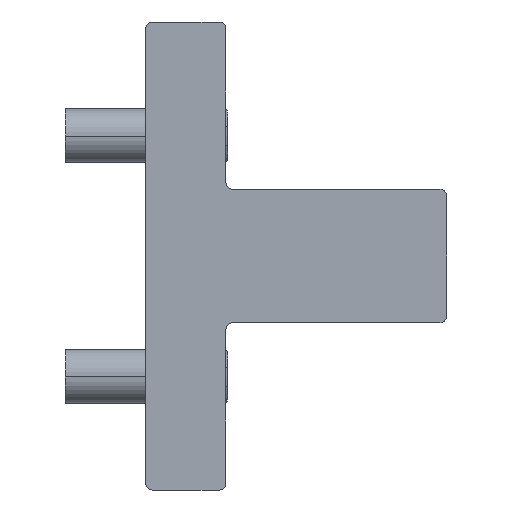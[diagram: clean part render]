
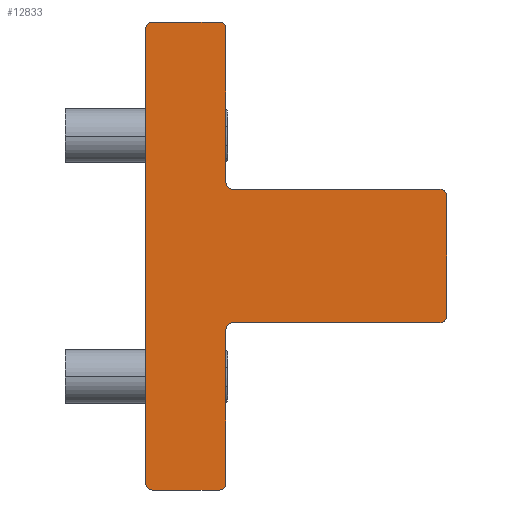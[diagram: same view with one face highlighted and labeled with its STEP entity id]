
A CAD part, left-side view. The second image highlights one B-rep face of the part: STEP entity #12833.
In plain terms, the highlighted planar face has unit normal (-1, 0, 0).
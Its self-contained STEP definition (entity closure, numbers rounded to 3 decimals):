
#11705=AXIS2_PLACEMENT_3D('Circle Axis2P3D',#11703,#11704,$) ;
#11869=AXIS2_PLACEMENT_3D('Circle Axis2P3D',#11867,#11868,$) ;
#11981=AXIS2_PLACEMENT_3D('Circle Axis2P3D',#11979,#11980,$) ;
#12499=AXIS2_PLACEMENT_3D('Circle Axis2P3D',#12497,#12498,$) ;
#12554=AXIS2_PLACEMENT_3D('Circle Axis2P3D',#12552,#12553,$) ;
#12598=AXIS2_PLACEMENT_3D('Circle Axis2P3D',#12596,#12597,$) ;
#12646=AXIS2_PLACEMENT_3D('Circle Axis2P3D',#12644,#12645,$) ;
#12694=AXIS2_PLACEMENT_3D('Circle Axis2P3D',#12692,#12693,$) ;
#12808=AXIS2_PLACEMENT_3D('Plane Axis2P3D',#12805,#12806,#12807) ;
#11618=CARTESIAN_POINT('Line Origine',(-358.,-18.5,62.)) ;
#11622=CARTESIAN_POINT('Vertex',(-358.,-3.,62.)) ;
#11624=CARTESIAN_POINT('Vertex',(-358.,-34.,62.)) ;
#11703=CARTESIAN_POINT('Axis2P3D Location',(-358.,-3.,61.)) ;
#11707=CARTESIAN_POINT('Vertex',(-358.,-2.,61.)) ;
#11867=CARTESIAN_POINT('Axis2P3D Location',(-358.,-34.,63.)) ;
#11871=CARTESIAN_POINT('Vertex',(-358.,-35.,63.)) ;
#11910=CARTESIAN_POINT('Line Origine',(-358.,-2.,49.5)) ;
#11914=CARTESIAN_POINT('Vertex',(-358.,-2.,38.)) ;
#11976=CARTESIAN_POINT('Vertex',(-358.,-2.,83.)) ;
#11979=CARTESIAN_POINT('Axis2P3D Location',(-358.,-3.,83.)) ;
#11983=CARTESIAN_POINT('Vertex',(-358.,-3.,82.)) ;
#12497=CARTESIAN_POINT('Axis2P3D Location',(-358.,9.,106.)) ;
#12501=CARTESIAN_POINT('Vertex',(-358.,10.,106.)) ;
#12503=CARTESIAN_POINT('Vertex',(-358.,9.,107.)) ;
#12528=CARTESIAN_POINT('Line Origine',(-358.,4.,107.)) ;
#12532=CARTESIAN_POINT('Vertex',(-358.,-1.,107.)) ;
#12552=CARTESIAN_POINT('Axis2P3D Location',(-358.,-1.,106.)) ;
#12556=CARTESIAN_POINT('Vertex',(-358.,-2.,106.)) ;
#12571=CARTESIAN_POINT('Line Origine',(-358.,-2.,94.5)) ;
#12596=CARTESIAN_POINT('Axis2P3D Location',(-358.,-34.,81.)) ;
#12600=CARTESIAN_POINT('Vertex',(-358.,-34.,82.)) ;
#12602=CARTESIAN_POINT('Vertex',(-358.,-35.,81.)) ;
#12627=CARTESIAN_POINT('Line Origine',(-358.,-35.,72.)) ;
#12644=CARTESIAN_POINT('Axis2P3D Location',(-358.,-1.,38.)) ;
#12648=CARTESIAN_POINT('Vertex',(-358.,-1.,37.)) ;
#12668=CARTESIAN_POINT('Line Origine',(-358.,4.,37.)) ;
#12672=CARTESIAN_POINT('Vertex',(-358.,9.,37.)) ;
#12692=CARTESIAN_POINT('Axis2P3D Location',(-358.,9.,38.)) ;
#12696=CARTESIAN_POINT('Vertex',(-358.,10.,38.)) ;
#12716=CARTESIAN_POINT('Line Origine',(-358.,10.,72.)) ;
#12805=CARTESIAN_POINT('Axis2P3D Location',(-358.,10.,72.)) ;
#12810=CARTESIAN_POINT('Line Origine',(-358.,-18.5,82.)) ;
#11619=DIRECTION('Vector Direction',(0.,-1.,0.)) ;
#11704=DIRECTION('Axis2P3D Direction',(-1.,0.,0.)) ;
#11868=DIRECTION('Axis2P3D Direction',(-1.,0.,0.)) ;
#11911=DIRECTION('Vector Direction',(0.,0.,1.)) ;
#11980=DIRECTION('Axis2P3D Direction',(-1.,0.,0.)) ;
#12498=DIRECTION('Axis2P3D Direction',(-1.,0.,0.)) ;
#12529=DIRECTION('Vector Direction',(0.,-1.,0.)) ;
#12553=DIRECTION('Axis2P3D Direction',(-1.,0.,0.)) ;
#12572=DIRECTION('Vector Direction',(0.,0.,-1.)) ;
#12597=DIRECTION('Axis2P3D Direction',(-1.,0.,0.)) ;
#12628=DIRECTION('Vector Direction',(0.,0.,1.)) ;
#12645=DIRECTION('Axis2P3D Direction',(-1.,0.,0.)) ;
#12669=DIRECTION('Vector Direction',(0.,-1.,0.)) ;
#12693=DIRECTION('Axis2P3D Direction',(-1.,0.,0.)) ;
#12717=DIRECTION('Vector Direction',(0.,0.,-1.)) ;
#12806=DIRECTION('Axis2P3D Direction',(-1.,0.,0.)) ;
#12807=DIRECTION('Axis2P3D XDirection',(0.,1.,0.)) ;
#12811=DIRECTION('Vector Direction',(0.,-1.,0.)) ;
#11620=VECTOR('Line Direction',#11619,1.) ;
#11912=VECTOR('Line Direction',#11911,1.) ;
#12530=VECTOR('Line Direction',#12529,1.) ;
#12573=VECTOR('Line Direction',#12572,1.) ;
#12629=VECTOR('Line Direction',#12628,1.) ;
#12670=VECTOR('Line Direction',#12669,1.) ;
#12718=VECTOR('Line Direction',#12717,1.) ;
#12812=VECTOR('Line Direction',#12811,1.) ;
#12816=ORIENTED_EDGE('',*,*,#12720,.T.) ;
#12817=ORIENTED_EDGE('',*,*,#12698,.F.) ;
#12818=ORIENTED_EDGE('',*,*,#12674,.T.) ;
#12819=ORIENTED_EDGE('',*,*,#12650,.F.) ;
#12820=ORIENTED_EDGE('',*,*,#11916,.T.) ;
#12821=ORIENTED_EDGE('',*,*,#11709,.T.) ;
#12822=ORIENTED_EDGE('',*,*,#11626,.T.) ;
#12823=ORIENTED_EDGE('',*,*,#11873,.F.) ;
#12824=ORIENTED_EDGE('',*,*,#12631,.T.) ;
#12825=ORIENTED_EDGE('',*,*,#12604,.F.) ;
#12826=ORIENTED_EDGE('',*,*,#12814,.T.) ;
#12827=ORIENTED_EDGE('',*,*,#11985,.T.) ;
#12828=ORIENTED_EDGE('',*,*,#12575,.T.) ;
#12829=ORIENTED_EDGE('',*,*,#12558,.F.) ;
#12830=ORIENTED_EDGE('',*,*,#12534,.T.) ;
#12831=ORIENTED_EDGE('',*,*,#12505,.F.) ;
#12833=ADVANCED_FACE('RA4624001_1PA_001_04_TERMINALE_POSTERIORE_A.5\\PartBody',(#12832),#12809,.T.) ;
#11706=CIRCLE('generated circle',#11705,1.) ;
#11870=CIRCLE('generated circle',#11869,1.) ;
#11982=CIRCLE('generated circle',#11981,1.) ;
#12500=CIRCLE('generated circle',#12499,1.) ;
#12555=CIRCLE('generated circle',#12554,1.) ;
#12599=CIRCLE('generated circle',#12598,1.) ;
#12647=CIRCLE('generated circle',#12646,1.) ;
#12695=CIRCLE('generated circle',#12694,1.) ;
#11626=EDGE_CURVE('',#11623,#11625,#11621,.T.) ;
#11709=EDGE_CURVE('',#11708,#11623,#11706,.F.) ;
#11873=EDGE_CURVE('',#11872,#11625,#11870,.F.) ;
#11916=EDGE_CURVE('',#11915,#11708,#11913,.T.) ;
#11985=EDGE_CURVE('',#11984,#11977,#11982,.F.) ;
#12505=EDGE_CURVE('',#12502,#12504,#12500,.F.) ;
#12534=EDGE_CURVE('',#12533,#12504,#12531,.F.) ;
#12558=EDGE_CURVE('',#12533,#12557,#12555,.F.) ;
#12575=EDGE_CURVE('',#11977,#12557,#12574,.F.) ;
#12604=EDGE_CURVE('',#12601,#12603,#12599,.F.) ;
#12631=EDGE_CURVE('',#11872,#12603,#12630,.T.) ;
#12650=EDGE_CURVE('',#11915,#12649,#12647,.F.) ;
#12674=EDGE_CURVE('',#12673,#12649,#12671,.T.) ;
#12698=EDGE_CURVE('',#12673,#12697,#12695,.F.) ;
#12720=EDGE_CURVE('',#12502,#12697,#12719,.T.) ;
#12814=EDGE_CURVE('',#12601,#11984,#12813,.F.) ;
#12815=EDGE_LOOP('',(#12816,#12817,#12818,#12819,#12820,#12821,#12822,#12823,#12824,#12825,#12826,#12827,#12828,#12829,#12830,#12831)) ;
#12832=FACE_OUTER_BOUND('',#12815,.T.) ;
#11621=LINE('Line',#11618,#11620) ;
#11913=LINE('Line',#11910,#11912) ;
#12531=LINE('Line',#12528,#12530) ;
#12574=LINE('Line',#12571,#12573) ;
#12630=LINE('Line',#12627,#12629) ;
#12671=LINE('Line',#12668,#12670) ;
#12719=LINE('Line',#12716,#12718) ;
#12813=LINE('Line',#12810,#12812) ;
#12809=PLANE('',#12808) ;
#11623=VERTEX_POINT('',#11622) ;
#11625=VERTEX_POINT('',#11624) ;
#11708=VERTEX_POINT('',#11707) ;
#11872=VERTEX_POINT('',#11871) ;
#11915=VERTEX_POINT('',#11914) ;
#11977=VERTEX_POINT('',#11976) ;
#11984=VERTEX_POINT('',#11983) ;
#12502=VERTEX_POINT('',#12501) ;
#12504=VERTEX_POINT('',#12503) ;
#12533=VERTEX_POINT('',#12532) ;
#12557=VERTEX_POINT('',#12556) ;
#12601=VERTEX_POINT('',#12600) ;
#12603=VERTEX_POINT('',#12602) ;
#12649=VERTEX_POINT('',#12648) ;
#12673=VERTEX_POINT('',#12672) ;
#12697=VERTEX_POINT('',#12696) ;
